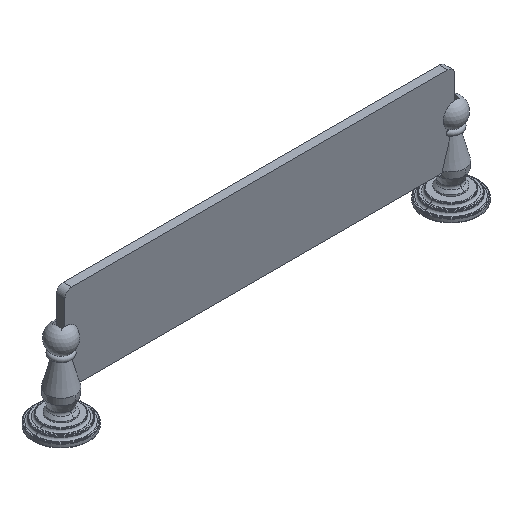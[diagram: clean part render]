
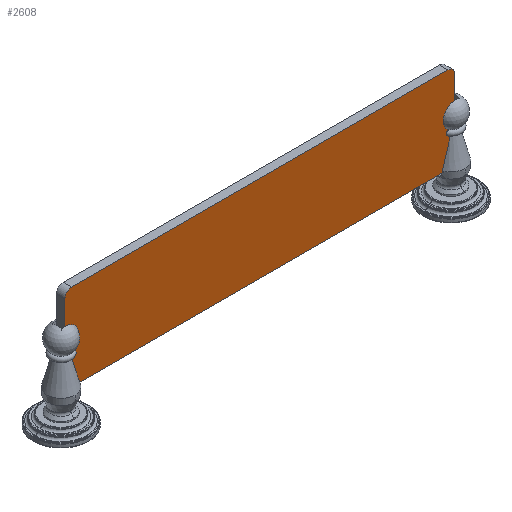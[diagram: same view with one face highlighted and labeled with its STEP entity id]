
A CAD part, isometric view. The second image highlights one B-rep face of the part: STEP entity #2608.
In plain terms, the highlighted planar face has unit normal (0, -1, 0).
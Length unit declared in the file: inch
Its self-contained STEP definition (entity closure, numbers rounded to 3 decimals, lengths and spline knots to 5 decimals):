
#922=CARTESIAN_POINT('',(-8.687,0.,1.687));
#923=DIRECTION('',(0.,-1.,0.));
#924=DIRECTION('',(0.,0.,1.));
#925=AXIS2_PLACEMENT_3D('',#922,#923,#924);
#930=DIRECTION('',(1.,0.,0.));
#931=VECTOR('',#930,17.374);
#932=CARTESIAN_POINT('',(-8.687,0.,2.));
#933=LINE('',#932,#931);
#937=CARTESIAN_POINT('',(8.687,0.,1.687));
#938=DIRECTION('',(0.,-1.,0.));
#939=DIRECTION('',(1.,0.,0.));
#940=AXIS2_PLACEMENT_3D('',#937,#938,#939);
#945=DIRECTION('',(0.,0.,-1.));
#946=VECTOR('',#945,3.374);
#947=CARTESIAN_POINT('',(9.,0.,1.687));
#948=LINE('',#947,#946);
#952=CARTESIAN_POINT('',(8.687,0.,-1.687));
#953=DIRECTION('',(0.,-1.,0.));
#954=DIRECTION('',(0.,0.,-1.));
#955=AXIS2_PLACEMENT_3D('',#952,#953,#954);
#960=DIRECTION('',(-1.,0.,0.));
#961=VECTOR('',#960,17.374);
#962=CARTESIAN_POINT('',(8.687,0.,-2.));
#963=LINE('',#962,#961);
#967=CARTESIAN_POINT('',(-8.687,0.,-1.687));
#968=DIRECTION('',(0.,-1.,0.));
#969=DIRECTION('',(-1.,0.,0.));
#970=AXIS2_PLACEMENT_3D('',#967,#968,#969);
#975=DIRECTION('',(0.,0.,1.));
#976=VECTOR('',#975,3.374);
#977=CARTESIAN_POINT('',(-9.,0.,-1.687));
#978=LINE('',#977,#976);
#1761=CARTESIAN_POINT('',(-8.687,0.,2.));
#1762=CARTESIAN_POINT('',(-9.,0.,1.687));
#1763=VERTEX_POINT('',#1761);
#1764=VERTEX_POINT('',#1762);
#1769=CARTESIAN_POINT('',(-9.,0.,-1.687));
#1770=CARTESIAN_POINT('',(-8.687,0.,-2.));
#1771=VERTEX_POINT('',#1769);
#1772=VERTEX_POINT('',#1770);
#1773=CARTESIAN_POINT('',(9.,0.,1.687));
#1774=CARTESIAN_POINT('',(8.687,0.,2.));
#1775=VERTEX_POINT('',#1773);
#1776=VERTEX_POINT('',#1774);
#1781=CARTESIAN_POINT('',(8.687,0.,-2.));
#1782=CARTESIAN_POINT('',(9.,0.,-1.687));
#1783=VERTEX_POINT('',#1781);
#1784=VERTEX_POINT('',#1782);
#2588=CARTESIAN_POINT('',(0.,0.,0.));
#2589=DIRECTION('',(0.,1.,0.));
#2590=DIRECTION('',(1.,0.,0.));
#2591=AXIS2_PLACEMENT_3D('',#2588,#2589,#2590);
#2592=PLANE('',#2591);
#2593=ORIENTED_EDGE('',*,*,#2579,.F.);
#2595=ORIENTED_EDGE('',*,*,#2594,.T.);
#2597=ORIENTED_EDGE('',*,*,#2596,.F.);
#2599=ORIENTED_EDGE('',*,*,#2598,.T.);
#2601=ORIENTED_EDGE('',*,*,#2600,.F.);
#2602=ORIENTED_EDGE('',*,*,#2529,.T.);
#2604=ORIENTED_EDGE('',*,*,#2603,.F.);
#2605=ORIENTED_EDGE('',*,*,#2567,.T.);
#2606=EDGE_LOOP('',(#2593,#2595,#2597,#2599,#2601,#2602,#2604,#2605));
#2607=FACE_OUTER_BOUND('',#2606,.F.);
#926=CIRCLE('',#925,0.313);
#941=CIRCLE('',#940,0.313);
#956=CIRCLE('',#955,0.313);
#971=CIRCLE('',#970,0.313);
#2529=EDGE_CURVE('',#1783,#1772,#963,.T.);
#2567=EDGE_CURVE('',#1771,#1764,#978,.T.);
#2579=EDGE_CURVE('',#1763,#1764,#926,.T.);
#2594=EDGE_CURVE('',#1763,#1776,#933,.T.);
#2596=EDGE_CURVE('',#1775,#1776,#941,.T.);
#2598=EDGE_CURVE('',#1775,#1784,#948,.T.);
#2600=EDGE_CURVE('',#1783,#1784,#956,.T.);
#2603=EDGE_CURVE('',#1771,#1772,#971,.T.);
#2608=ADVANCED_FACE('',(#2607),#2592,.F.);
